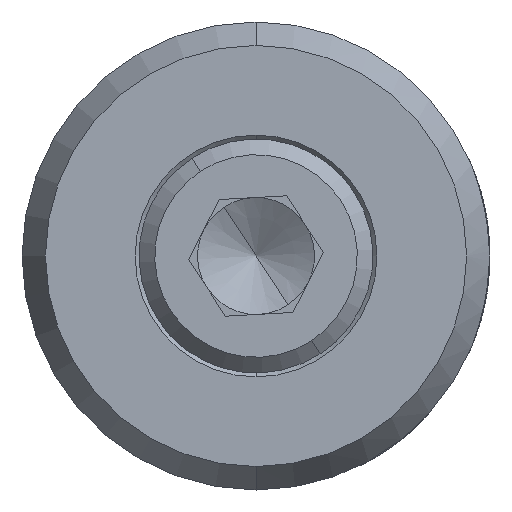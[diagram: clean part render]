
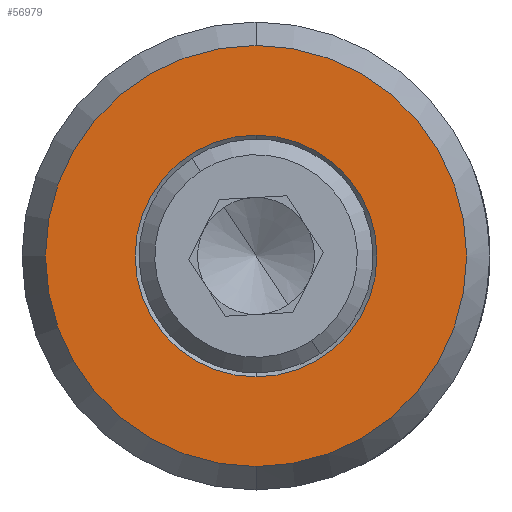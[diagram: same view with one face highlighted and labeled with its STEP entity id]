
A CAD part, front view. The second image highlights one B-rep face of the part: STEP entity #56979.
In plain terms, the highlighted planar face has unit normal (0, -1, 0).
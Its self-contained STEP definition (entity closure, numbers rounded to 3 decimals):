
#2607 = EDGE_CURVE ( 'NONE', #46527, #3084, #44886, .T. ) ;
#3084 = VERTEX_POINT ( 'NONE', #58374 ) ;
#8550 = PLANE ( 'NONE',  #21118 ) ;
#17208 = VERTEX_POINT ( 'NONE', #44522 ) ;
#17265 = EDGE_LOOP ( 'NONE', ( #38967, #20211 ) ) ;
#20211 = ORIENTED_EDGE ( 'NONE', *, *, #64458, .T. ) ;
#20364 = DIRECTION ( 'NONE',  ( 0., 0., 1. ) ) ;
#20707 = DIRECTION ( 'NONE',  ( 0., 0., 1. ) ) ;
#21118 = AXIS2_PLACEMENT_3D ( 'NONE', #72166, #67159, #46824 ) ;
#21469 = EDGE_CURVE ( 'NONE', #17208, #79666, #43482, .T. ) ;
#25885 = DIRECTION ( 'NONE',  ( 0., -1., 0. ) ) ;
#27224 = CARTESIAN_POINT ( 'NONE',  ( 0., 0., 0. ) ) ;
#28524 = FACE_OUTER_BOUND ( 'NONE', #17265, .T. ) ;
#30610 = CARTESIAN_POINT ( 'NONE',  ( 0., 0., 2.7 ) ) ;
#38967 = ORIENTED_EDGE ( 'NONE', *, *, #2607, .T. ) ;
#42243 = AXIS2_PLACEMENT_3D ( 'NONE', #50700, #76014, #20707 ) ;
#43482 = CIRCLE ( 'NONE', #55472, 1.55 ) ;
#44522 = CARTESIAN_POINT ( 'NONE',  ( 0., 0., -1.55 ) ) ;
#44886 = CIRCLE ( 'NONE', #60855, 2.7 ) ;
#46527 = VERTEX_POINT ( 'NONE', #30610 ) ;
#46824 = DIRECTION ( 'NONE',  ( 0., 0., 1. ) ) ;
#47269 = AXIS2_PLACEMENT_3D ( 'NONE', #69153, #25885, #51275 ) ;
#50700 = CARTESIAN_POINT ( 'NONE',  ( 0., 0., 0. ) ) ;
#51275 = DIRECTION ( 'NONE',  ( 0., 0., 1. ) ) ;
#52013 = CARTESIAN_POINT ( 'NONE',  ( 0., 0., 0. ) ) ;
#52201 = DIRECTION ( 'NONE',  ( 0., 0., 1. ) ) ;
#55472 = AXIS2_PLACEMENT_3D ( 'NONE', #27224, #59666, #52201 ) ;
#55600 = EDGE_CURVE ( 'NONE', #79666, #17208, #68837, .T. ) ;
#56979 = ADVANCED_FACE ( 'NONE', ( #65940, #28524 ), #8550, .F. ) ;
#58374 = CARTESIAN_POINT ( 'NONE',  ( 0., 0., -2.7 ) ) ;
#59666 = DIRECTION ( 'NONE',  ( 0., 1., 0. ) ) ;
#60855 = AXIS2_PLACEMENT_3D ( 'NONE', #52013, #77326, #20364 ) ;
#64458 = EDGE_CURVE ( 'NONE', #3084, #46527, #81787, .T. ) ;
#65940 = FACE_BOUND ( 'NONE', #65979, .T. ) ;
#65979 = EDGE_LOOP ( 'NONE', ( #78730, #80542 ) ) ;
#67159 = DIRECTION ( 'NONE',  ( 0., 1., 0. ) ) ;
#68837 = CIRCLE ( 'NONE', #42243, 1.55 ) ;
#69153 = CARTESIAN_POINT ( 'NONE',  ( 0., 0., 0. ) ) ;
#72166 = CARTESIAN_POINT ( 'NONE',  ( 0., 0., 0. ) ) ;
#73482 = CARTESIAN_POINT ( 'NONE',  ( 0., 0., 1.55 ) ) ;
#76014 = DIRECTION ( 'NONE',  ( 0., 1., 0. ) ) ;
#77326 = DIRECTION ( 'NONE',  ( 0., -1., 0. ) ) ;
#78730 = ORIENTED_EDGE ( 'NONE', *, *, #21469, .T. ) ;
#79666 = VERTEX_POINT ( 'NONE', #73482 ) ;
#80542 = ORIENTED_EDGE ( 'NONE', *, *, #55600, .T. ) ;
#81787 = CIRCLE ( 'NONE', #47269, 2.7 ) ;
